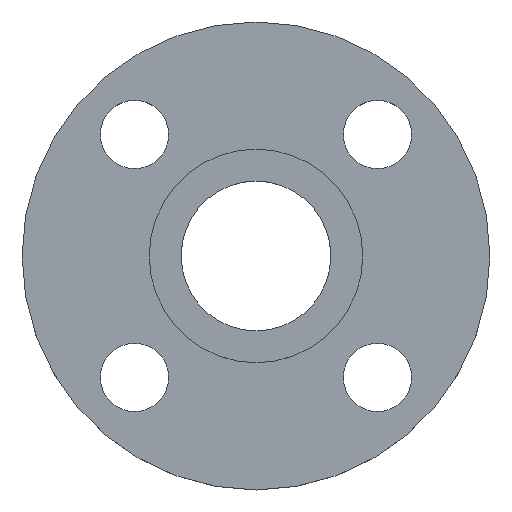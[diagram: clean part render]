
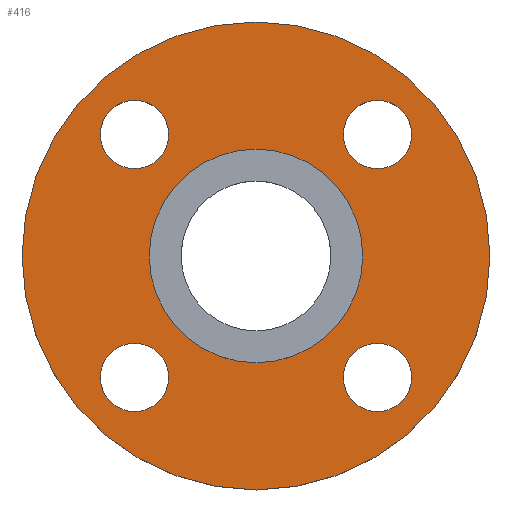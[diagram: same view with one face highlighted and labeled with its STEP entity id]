
A CAD part, top view. The second image highlights one B-rep face of the part: STEP entity #416.
In plain terms, the highlighted planar face has unit normal (0, 0, 1).
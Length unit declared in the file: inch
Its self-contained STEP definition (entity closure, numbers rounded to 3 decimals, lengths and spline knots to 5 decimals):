
#13 = CARTESIAN_POINT ( 'NONE',  ( 0., 0., -0.0625 ) ) ;
#22 = EDGE_CURVE ( 'NONE', #433, #168, #324, .T. ) ;
#25 = AXIS2_PLACEMENT_3D ( 'NONE', #708, #161, #486 ) ;
#29 = ORIENTED_EDGE ( 'NONE', *, *, #22, .T. ) ;
#38 = CIRCLE ( 'NONE', #122, 0.31 ) ;
#41 = DIRECTION ( 'NONE',  ( 1., 0., 0. ) ) ;
#52 = DIRECTION ( 'NONE',  ( 0., 0., 1. ) ) ;
#59 = EDGE_CURVE ( 'NONE', #338, #632, #542, .T. ) ;
#62 = DIRECTION ( 'NONE',  ( 0., 1., 0. ) ) ;
#68 = DIRECTION ( 'NONE',  ( 0., 1., 0. ) ) ;
#72 = DIRECTION ( 'NONE',  ( 0., 0., 1. ) ) ;
#77 = CARTESIAN_POINT ( 'NONE',  ( -0.79309, -1.10309, -0.0625 ) ) ;
#105 = CIRCLE ( 'NONE', #282, 0.31 ) ;
#110 = CARTESIAN_POINT ( 'NONE',  ( 0., 0., -0.0625 ) ) ;
#114 = PLANE ( 'NONE',  #25 ) ;
#122 = AXIS2_PLACEMENT_3D ( 'NONE', #173, #72, #392 ) ;
#126 = DIRECTION ( 'NONE',  ( -1., 0., 0. ) ) ;
#129 = CARTESIAN_POINT ( 'NONE',  ( 2.125, 0., -0.0625 ) ) ;
#131 = CIRCLE ( 'NONE', #641, 0.31 ) ;
#150 = VERTEX_POINT ( 'NONE', #77 ) ;
#153 = CARTESIAN_POINT ( 'NONE',  ( -1.10309, -1.10309, -0.0625 ) ) ;
#154 = CARTESIAN_POINT ( 'NONE',  ( 0., 0., -0.0625 ) ) ;
#157 = FACE_BOUND ( 'NONE', #543, .T. ) ;
#160 = DIRECTION ( 'NONE',  ( 0., 0., 1. ) ) ;
#161 = DIRECTION ( 'NONE',  ( 0., 0., 1. ) ) ;
#168 = VERTEX_POINT ( 'NONE', #235 ) ;
#169 = DIRECTION ( 'NONE',  ( 0., 0., 1. ) ) ;
#173 = CARTESIAN_POINT ( 'NONE',  ( 1.10309, 1.10309, -0.0625 ) ) ;
#176 = VERTEX_POINT ( 'NONE', #565 ) ;
#182 = AXIS2_PLACEMENT_3D ( 'NONE', #154, #697, #320 ) ;
#184 = ORIENTED_EDGE ( 'NONE', *, *, #610, .F. ) ;
#189 = CARTESIAN_POINT ( 'NONE',  ( 1.10309, -0.79309, -0.0625 ) ) ;
#199 = CARTESIAN_POINT ( 'NONE',  ( 1.10309, 1.10309, -0.0625 ) ) ;
#204 = FACE_BOUND ( 'NONE', #557, .T. ) ;
#221 = CARTESIAN_POINT ( 'NONE',  ( -1.10309, 0.79309, -0.0625 ) ) ;
#225 = EDGE_CURVE ( 'NONE', #419, #150, #105, .T. ) ;
#226 = EDGE_CURVE ( 'NONE', #176, #674, #456, .T. ) ;
#235 = CARTESIAN_POINT ( 'NONE',  ( 0.97, 0., -0.0625 ) ) ;
#240 = AXIS2_PLACEMENT_3D ( 'NONE', #110, #645, #599 ) ;
#247 = ORIENTED_EDGE ( 'NONE', *, *, #225, .F. ) ;
#261 = FACE_BOUND ( 'NONE', #455, .T. ) ;
#265 = FACE_BOUND ( 'NONE', #353, .T. ) ;
#266 = EDGE_CURVE ( 'NONE', #475, #330, #650, .T. ) ;
#279 = ORIENTED_EDGE ( 'NONE', *, *, #345, .T. ) ;
#282 = AXIS2_PLACEMENT_3D ( 'NONE', #153, #422, #364 ) ;
#283 = ORIENTED_EDGE ( 'NONE', *, *, #266, .F. ) ;
#294 = AXIS2_PLACEMENT_3D ( 'NONE', #478, #694, #62 ) ;
#308 = ORIENTED_EDGE ( 'NONE', *, *, #469, .F. ) ;
#310 = AXIS2_PLACEMENT_3D ( 'NONE', #336, #160, #68 ) ;
#318 = VERTEX_POINT ( 'NONE', #615 ) ;
#320 = DIRECTION ( 'NONE',  ( 1., 0., 0. ) ) ;
#324 = CIRCLE ( 'NONE', #418, 0.97 ) ;
#326 = DIRECTION ( 'NONE',  ( 0., 0., -1. ) ) ;
#328 = AXIS2_PLACEMENT_3D ( 'NONE', #199, #52, #435 ) ;
#330 = VERTEX_POINT ( 'NONE', #563 ) ;
#336 = CARTESIAN_POINT ( 'NONE',  ( -1.10309, 1.10309, -0.0625 ) ) ;
#337 = CARTESIAN_POINT ( 'NONE',  ( -1.10309, 1.41309, -0.0625 ) ) ;
#338 = VERTEX_POINT ( 'NONE', #221 ) ;
#345 = EDGE_CURVE ( 'NONE', #493, #318, #484, .T. ) ;
#351 = AXIS2_PLACEMENT_3D ( 'NONE', #376, #536, #692 ) ;
#353 = EDGE_LOOP ( 'NONE', ( #625, #29 ) ) ;
#354 = EDGE_CURVE ( 'NONE', #318, #493, #549, .T. ) ;
#358 = EDGE_LOOP ( 'NONE', ( #279, #490 ) ) ;
#364 = DIRECTION ( 'NONE',  ( -1., 0., 0. ) ) ;
#376 = CARTESIAN_POINT ( 'NONE',  ( 1.10309, -1.10309, -0.0625 ) ) ;
#381 = FACE_OUTER_BOUND ( 'NONE', #358, .T. ) ;
#382 = EDGE_CURVE ( 'NONE', #168, #433, #582, .T. ) ;
#385 = CARTESIAN_POINT ( 'NONE',  ( -1.41309, -1.10309, -0.0625 ) ) ;
#389 = CARTESIAN_POINT ( 'NONE',  ( -1.10309, -1.10309, -0.0625 ) ) ;
#392 = DIRECTION ( 'NONE',  ( 1., 0., 0. ) ) ;
#394 = AXIS2_PLACEMENT_3D ( 'NONE', #389, #453, #126 ) ;
#396 = DIRECTION ( 'NONE',  ( 0., -1., 0. ) ) ;
#416 = ADVANCED_FACE ( 'NONE', ( #204, #157, #261, #535, #265, #381 ), #114, .T. ) ;
#418 = AXIS2_PLACEMENT_3D ( 'NONE', #13, #326, #614 ) ;
#419 = VERTEX_POINT ( 'NONE', #385 ) ;
#422 = DIRECTION ( 'NONE',  ( 0., 0., 1. ) ) ;
#427 = CIRCLE ( 'NONE', #294, 0.31 ) ;
#430 = EDGE_CURVE ( 'NONE', #632, #338, #427, .T. ) ;
#433 = VERTEX_POINT ( 'NONE', #556 ) ;
#434 = CARTESIAN_POINT ( 'NONE',  ( 0., 0., -0.0625 ) ) ;
#435 = DIRECTION ( 'NONE',  ( 1., 0., 0. ) ) ;
#441 = CIRCLE ( 'NONE', #394, 0.31 ) ;
#453 = DIRECTION ( 'NONE',  ( 0., 0., 1. ) ) ;
#455 = EDGE_LOOP ( 'NONE', ( #613, #667 ) ) ;
#456 = CIRCLE ( 'NONE', #351, 0.31 ) ;
#469 = EDGE_CURVE ( 'NONE', #150, #419, #441, .T. ) ;
#475 = VERTEX_POINT ( 'NONE', #553 ) ;
#477 = EDGE_LOOP ( 'NONE', ( #648, #283 ) ) ;
#478 = CARTESIAN_POINT ( 'NONE',  ( -1.10309, 1.10309, -0.0625 ) ) ;
#481 = DIRECTION ( 'NONE',  ( 0., 0., 1. ) ) ;
#484 = CIRCLE ( 'NONE', #526, 2.125 ) ;
#486 = DIRECTION ( 'NONE',  ( 1., 0., 0. ) ) ;
#490 = ORIENTED_EDGE ( 'NONE', *, *, #354, .T. ) ;
#493 = VERTEX_POINT ( 'NONE', #129 ) ;
#515 = EDGE_CURVE ( 'NONE', #330, #475, #38, .T. ) ;
#526 = AXIS2_PLACEMENT_3D ( 'NONE', #434, #481, #41 ) ;
#535 = FACE_BOUND ( 'NONE', #477, .T. ) ;
#536 = DIRECTION ( 'NONE',  ( 0., 0., 1. ) ) ;
#542 = CIRCLE ( 'NONE', #310, 0.31 ) ;
#543 = EDGE_LOOP ( 'NONE', ( #247, #308 ) ) ;
#544 = CARTESIAN_POINT ( 'NONE',  ( 1.10309, -1.10309, -0.0625 ) ) ;
#549 = CIRCLE ( 'NONE', #182, 2.125 ) ;
#553 = CARTESIAN_POINT ( 'NONE',  ( 0.79309, 1.10309, -0.0625 ) ) ;
#556 = CARTESIAN_POINT ( 'NONE',  ( -0.97, 0., -0.0625 ) ) ;
#557 = EDGE_LOOP ( 'NONE', ( #579, #184 ) ) ;
#563 = CARTESIAN_POINT ( 'NONE',  ( 1.41309, 1.10309, -0.0625 ) ) ;
#565 = CARTESIAN_POINT ( 'NONE',  ( 1.10309, -1.41309, -0.0625 ) ) ;
#579 = ORIENTED_EDGE ( 'NONE', *, *, #226, .F. ) ;
#582 = CIRCLE ( 'NONE', #240, 0.97 ) ;
#599 = DIRECTION ( 'NONE',  ( 1., 0., 0. ) ) ;
#610 = EDGE_CURVE ( 'NONE', #674, #176, #131, .T. ) ;
#613 = ORIENTED_EDGE ( 'NONE', *, *, #430, .F. ) ;
#614 = DIRECTION ( 'NONE',  ( 1., 0., 0. ) ) ;
#615 = CARTESIAN_POINT ( 'NONE',  ( -2.125, 0., -0.0625 ) ) ;
#625 = ORIENTED_EDGE ( 'NONE', *, *, #382, .T. ) ;
#632 = VERTEX_POINT ( 'NONE', #337 ) ;
#641 = AXIS2_PLACEMENT_3D ( 'NONE', #544, #169, #396 ) ;
#645 = DIRECTION ( 'NONE',  ( 0., 0., -1. ) ) ;
#648 = ORIENTED_EDGE ( 'NONE', *, *, #515, .F. ) ;
#650 = CIRCLE ( 'NONE', #328, 0.31 ) ;
#667 = ORIENTED_EDGE ( 'NONE', *, *, #59, .F. ) ;
#674 = VERTEX_POINT ( 'NONE', #189 ) ;
#692 = DIRECTION ( 'NONE',  ( 0., -1., 0. ) ) ;
#694 = DIRECTION ( 'NONE',  ( 0., 0., 1. ) ) ;
#697 = DIRECTION ( 'NONE',  ( 0., 0., 1. ) ) ;
#708 = CARTESIAN_POINT ( 'NONE',  ( 0., 0., -0.0625 ) ) ;
